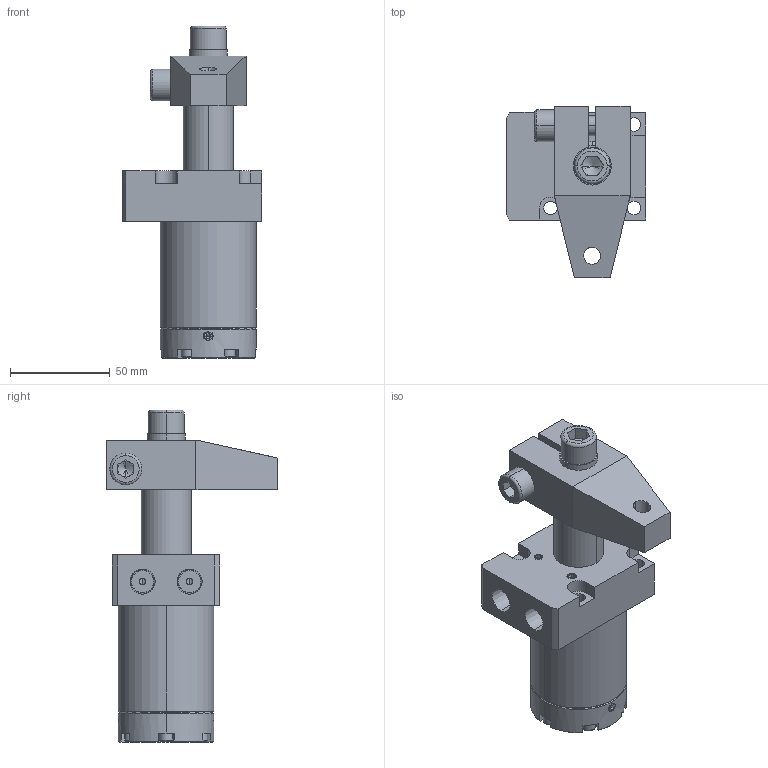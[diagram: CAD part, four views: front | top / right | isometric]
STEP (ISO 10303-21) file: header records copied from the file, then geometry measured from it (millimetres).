
FILE_DESCRIPTION (( 'STEP AP203' ), '1' );
FILE_NAME ('050-92.STEP', '2019-10-15T11:55:31', ( '微软用户' ), ( '微软中国' ), 'SwSTEP 2.0', 'SolidWorks 2012', '' );
FILE_SCHEMA (( 'CONFIG_CONTROL_DESIGN' ));
Length unit declared in the file: millimetre
Products named in the file (10): 050-92; hexagon socket head cap screws gb(GB_FASTENER_SCREWS_HSHCS M4X20-C); hex socket set screws with flat point gb(GB_FASTENER_SCREWS_HSFP M5X6-C); hexagon socket head cap screws gb(GB_FASTENER_SCREWS_HSHCS M10X35-C); spring lock washers--normal type gb(GB_FASTENER_WASHER_SW 12); hexagon socket head cap screws gb(GB_FASTENER_SCREWS_HSHCS M12X20-C); 050-92揤旋; 050-92活塞杆; 050-92綴裔; 050-92掛极
Assembly tree (17 placements, depth 2):
  050-92
    050-92掛极
    050-92綴裔
    050-92活塞杆
    050-92揤旋
    hexagon socket head cap screws gb(GB_FASTENER_SCREWS_HSHCS M12X20-C)
    spring lock washers--normal type gb(GB_FASTENER_WASHER_SW 12)
    hexagon socket head cap screws gb(GB_FASTENER_SCREWS_HSHCS M10X35-C)
    hex socket set screws with flat point gb(GB_FASTENER_SCREWS_HSFP M5X6-C)  x4
    hexagon socket head cap screws gb(GB_FASTENER_SCREWS_HSHCS M4X20-C)  x6
Bounding box: 70.1 x 86 x 166.6 mm (x, y, z)
Volume: 268157.5 mm3; surface area: 75917.1 mm2
Topology: 17 solids, 17 shells, 586 faces, 1412 edges, 851 vertices
Faces by surface type: plane 256, cylinder 175, cone 119, torus 36
Entity records: 13607 total; most frequent: CARTESIAN_POINT 2762, DIRECTION 2145, ORIENTED_EDGE 1908, EDGE_CURVE 954, AXIS2_PLACEMENT_3D 846, VERTEX_POINT 599, EDGE_LOOP 463, VECTOR 453
